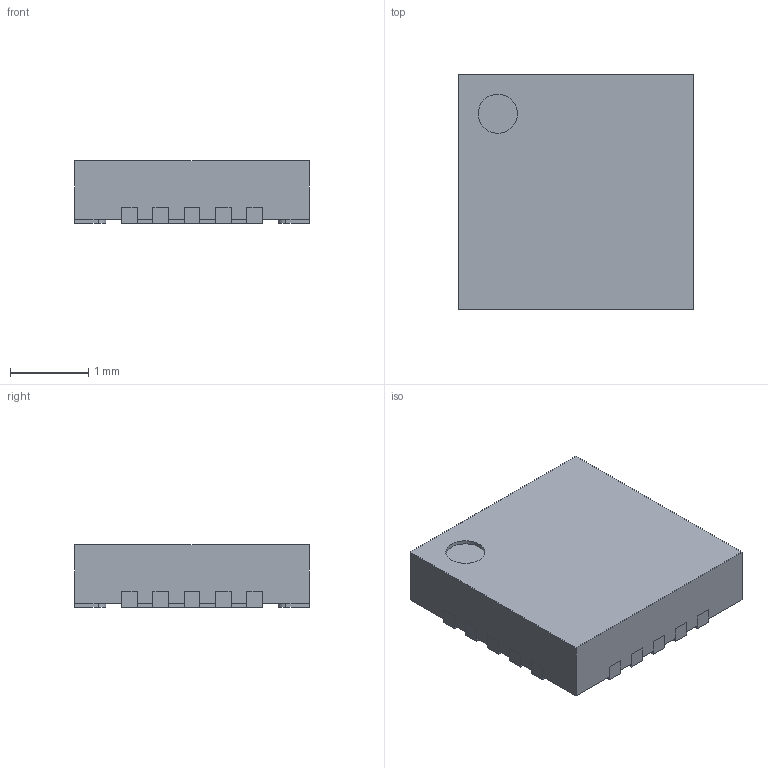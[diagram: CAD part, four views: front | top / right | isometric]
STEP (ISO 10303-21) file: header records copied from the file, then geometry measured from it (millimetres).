
FILE_DESCRIPTION(/* description */ (''),/* implementation_level */ '2;1');
FILE_NAME(/* name */ 'QFN40P300X300X80-21N-S180.stp',/* time_stamp */ '2017-09-04T10:44:09+02:00',/* author */ ('riccim'),/* organization */ (''),/* preprocessor_version */ 'ST-DEVELOPER v16.5',/* originating_system */ 'AutoCAD Mechanical',/* authorisation */ '');
FILE_SCHEMA (('AUTOMOTIVE_DESIGN { 1 0 10303 214 3 1 1 }'));
Length unit declared in the file: millimetre
Products named in the file (1): Product
Bounding box: 3 x 3 x 0.8 mm (x, y, z)
Volume: 7 mm3; surface area: 43.5 mm2
Topology: 22 solids, 22 shells, 214 faces, 507 edges, 338 vertices
Faces by surface type: plane 173, cylinder 41
Full cylindrical faces by diameter (mm): 0.5 x1
Entity records: 6126 total; most frequent: CARTESIAN_POINT 1059, DIRECTION 1018, ORIENTED_EDGE 1012, EDGE_CURVE 506, LINE 424, VECTOR 424, VERTEX_POINT 338, AXIS2_PLACEMENT_3D 297
